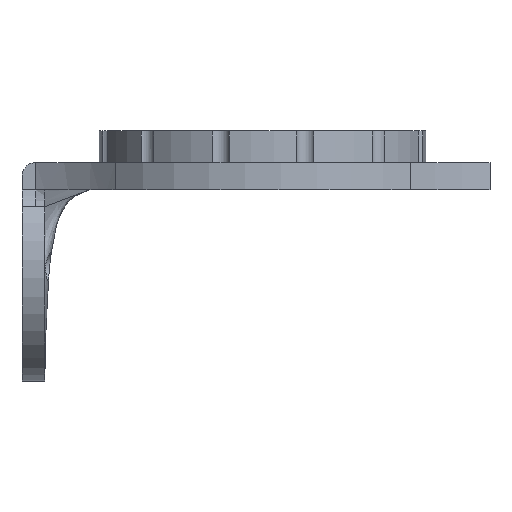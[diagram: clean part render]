
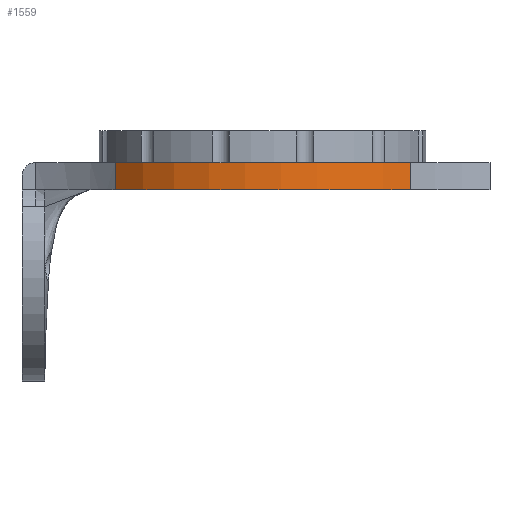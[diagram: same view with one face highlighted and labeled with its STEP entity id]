
A CAD part, front view. The second image highlights one B-rep face of the part: STEP entity #1559.
In plain terms, the highlighted cylindrical face has radius 46 mm (diameter 92 mm), a partial arc.
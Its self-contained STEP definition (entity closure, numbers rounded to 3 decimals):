
#338 = CARTESIAN_POINT ( 'NONE',  ( 32.527, -32.527, 3. ) ) ;
#378 = DIRECTION ( 'NONE',  ( 0., 0., 1. ) ) ;
#527 = CARTESIAN_POINT ( 'NONE',  ( 0., 0., 3. ) ) ;
#665 = VERTEX_POINT ( 'NONE', #338 ) ;
#924 = DIRECTION ( 'NONE',  ( 0., 0., -1. ) ) ;
#1037 = DIRECTION ( 'NONE',  ( 0., 0., 1. ) ) ;
#1222 = DIRECTION ( 'NONE',  ( 0., 0., 1. ) ) ;
#1245 = CIRCLE ( 'NONE', #4620, 46. ) ;
#1405 = CARTESIAN_POINT ( 'NONE',  ( 0., 0., 3. ) ) ;
#1508 = EDGE_LOOP ( 'NONE', ( #3197, #3568, #4362, #3923 ) ) ;
#1559 = ADVANCED_FACE ( 'NONE', ( #1797 ), #2972, .T. ) ;
#1584 = VERTEX_POINT ( 'NONE', #1819 ) ;
#1753 = EDGE_CURVE ( 'NONE', #1922, #1584, #4718, .T. ) ;
#1797 = FACE_OUTER_BOUND ( 'NONE', #1508, .T. ) ;
#1819 = CARTESIAN_POINT ( 'NONE',  ( -32.527, -32.527, 3. ) ) ;
#1922 = VERTEX_POINT ( 'NONE', #4216 ) ;
#2227 = EDGE_CURVE ( 'NONE', #1922, #4916, #1245, .T. ) ;
#2800 = LINE ( 'NONE', #3958, #3924 ) ;
#2949 = DIRECTION ( 'NONE',  ( -1., 0., 0. ) ) ;
#2972 = CYLINDRICAL_SURFACE ( 'NONE', #3945, 46. ) ;
#3197 = ORIENTED_EDGE ( 'NONE', *, *, #2227, .T. ) ;
#3211 = EDGE_CURVE ( 'NONE', #4916, #665, #2800, .T. ) ;
#3568 = ORIENTED_EDGE ( 'NONE', *, *, #3211, .T. ) ;
#3681 = CARTESIAN_POINT ( 'NONE',  ( 32.527, -32.527, -2.98 ) ) ;
#3853 = EDGE_CURVE ( 'NONE', #1584, #665, #5029, .T. ) ;
#3858 = VECTOR ( 'NONE', #3860, 1000. ) ;
#3860 = DIRECTION ( 'NONE',  ( 0., 0., 1. ) ) ;
#3923 = ORIENTED_EDGE ( 'NONE', *, *, #1753, .F. ) ;
#3924 = VECTOR ( 'NONE', #378, 1000. ) ;
#3945 = AXIS2_PLACEMENT_3D ( 'NONE', #527, #924, #2949 ) ;
#3958 = CARTESIAN_POINT ( 'NONE',  ( 32.527, -32.527, -2.98 ) ) ;
#4216 = CARTESIAN_POINT ( 'NONE',  ( -32.527, -32.527, -2.98 ) ) ;
#4251 = DIRECTION ( 'NONE',  ( 1., 0., 0. ) ) ;
#4300 = CARTESIAN_POINT ( 'NONE',  ( -32.527, -32.527, -2.98 ) ) ;
#4359 = CARTESIAN_POINT ( 'NONE',  ( 0., 0., -2.98 ) ) ;
#4362 = ORIENTED_EDGE ( 'NONE', *, *, #3853, .F. ) ;
#4439 = DIRECTION ( 'NONE',  ( 1., 0., 0. ) ) ;
#4620 = AXIS2_PLACEMENT_3D ( 'NONE', #4359, #1222, #4439 ) ;
#4718 = LINE ( 'NONE', #4300, #3858 ) ;
#4916 = VERTEX_POINT ( 'NONE', #3681 ) ;
#5029 = CIRCLE ( 'NONE', #5194, 46. ) ;
#5194 = AXIS2_PLACEMENT_3D ( 'NONE', #1405, #1037, #4251 ) ;
